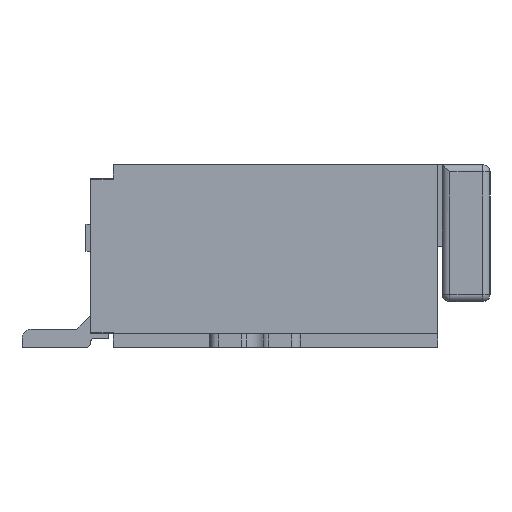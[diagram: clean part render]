
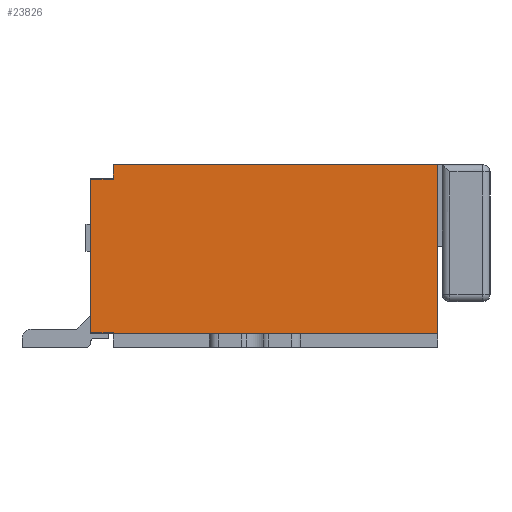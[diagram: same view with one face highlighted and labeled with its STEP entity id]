
A CAD part, left-side view. The second image highlights one B-rep face of the part: STEP entity #23826.
In plain terms, the highlighted planar face has unit normal (-1, 0, 0).
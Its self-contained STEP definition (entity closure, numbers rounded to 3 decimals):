
#1258=FACE_OUTER_BOUND('',#2378,.T.);
#2378=EDGE_LOOP('',(#20063,#20064,#20065,#20066,#20067,#20068,#20069,#20070));
#4995=LINE('',#36367,#7969);
#5104=LINE('',#36584,#8078);
#5114=LINE('',#36604,#8088);
#5305=LINE('',#36973,#8279);
#5651=LINE('',#37605,#8625);
#5652=LINE('',#37606,#8626);
#5653=LINE('',#37608,#8627);
#5654=LINE('',#37609,#8628);
#7969=VECTOR('',#30101,1.);
#8078=VECTOR('',#30212,1.);
#8088=VECTOR('',#30226,1.);
#8279=VECTOR('',#30455,1.);
#8625=VECTOR('',#30959,1.);
#8626=VECTOR('',#30960,1.);
#8627=VECTOR('',#30961,1.);
#8628=VECTOR('',#30962,1.);
#10373=VERTEX_POINT('',#36364);
#10374=VERTEX_POINT('',#36366);
#10481=VERTEX_POINT('',#36583);
#10489=VERTEX_POINT('',#36603);
#10647=VERTEX_POINT('',#36970);
#10648=VERTEX_POINT('',#36972);
#10855=VERTEX_POINT('',#37604);
#10856=VERTEX_POINT('',#37607);
#13401=EDGE_CURVE('',#10374,#10373,#4995,.T.);
#13510=EDGE_CURVE('',#10481,#10374,#5104,.T.);
#13520=EDGE_CURVE('',#10481,#10489,#5114,.T.);
#13711=EDGE_CURVE('',#10648,#10647,#5305,.T.);
#14057=EDGE_CURVE('',#10855,#10647,#5651,.T.);
#14058=EDGE_CURVE('',#10489,#10855,#5652,.T.);
#14059=EDGE_CURVE('',#10856,#10373,#5653,.T.);
#14060=EDGE_CURVE('',#10856,#10648,#5654,.T.);
#20063=ORIENTED_EDGE('',*,*,#14057,.F.);
#20064=ORIENTED_EDGE('',*,*,#14058,.F.);
#20065=ORIENTED_EDGE('',*,*,#13520,.F.);
#20066=ORIENTED_EDGE('',*,*,#13510,.T.);
#20067=ORIENTED_EDGE('',*,*,#13401,.T.);
#20068=ORIENTED_EDGE('',*,*,#14059,.F.);
#20069=ORIENTED_EDGE('',*,*,#14060,.T.);
#20070=ORIENTED_EDGE('',*,*,#13711,.T.);
#21558=PLANE('',#25304);
#23826=ADVANCED_FACE('',(#1258),#21558,.T.);
#25304=AXIS2_PLACEMENT_3D('',#37603,#30957,#30958);
#30101=DIRECTION('',(0.,1.,0.));
#30212=DIRECTION('',(0.,0.,1.));
#30226=DIRECTION('',(0.,1.,0.));
#30455=DIRECTION('',(0.,0.,-1.));
#30957=DIRECTION('center_axis',(-1.,0.,0.));
#30958=DIRECTION('ref_axis',(0.,-1.,0.));
#30959=DIRECTION('',(0.,1.,0.));
#30960=DIRECTION('',(0.,0.,1.));
#30961=DIRECTION('',(0.,0.,1.));
#30962=DIRECTION('',(0.,1.,0.));
#36364=CARTESIAN_POINT('',(-8.2,0.36,0.4));
#36366=CARTESIAN_POINT('',(-8.2,-3.19,0.4));
#36367=CARTESIAN_POINT('',(-8.2,0.61,0.4));
#36583=CARTESIAN_POINT('',(-8.2,-3.19,-1.45));
#36584=CARTESIAN_POINT('',(-8.2,-3.19,-1.6));
#36603=CARTESIAN_POINT('',(-8.2,0.36,-1.45));
#36604=CARTESIAN_POINT('',(-8.2,-3.19,-1.45));
#36970=CARTESIAN_POINT('',(-8.2,0.61,-1.44));
#36972=CARTESIAN_POINT('',(-8.2,0.61,0.24));
#36973=CARTESIAN_POINT('',(-8.2,0.61,-1.6));
#37603=CARTESIAN_POINT('Origin',(-8.2,0.985,-1.6));
#37604=CARTESIAN_POINT('',(-8.2,0.36,-1.44));
#37605=CARTESIAN_POINT('',(-8.2,0.36,-1.44));
#37606=CARTESIAN_POINT('',(-8.2,0.36,-1.6));
#37607=CARTESIAN_POINT('',(-8.2,0.36,0.24));
#37608=CARTESIAN_POINT('',(-8.2,0.36,0.4));
#37609=CARTESIAN_POINT('',(-8.2,0.36,0.24));
